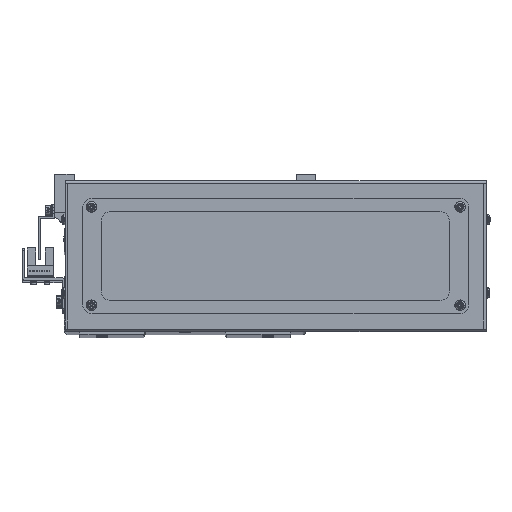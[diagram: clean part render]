
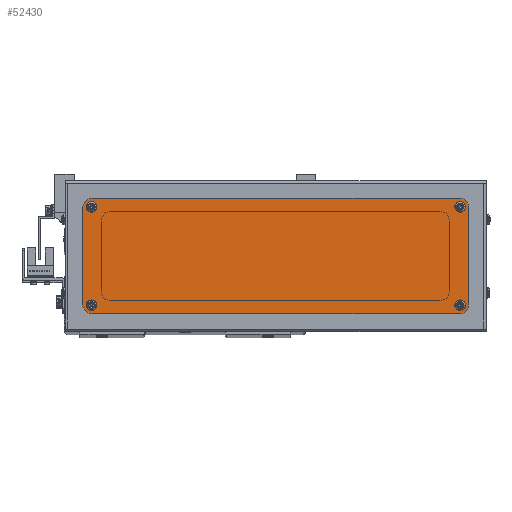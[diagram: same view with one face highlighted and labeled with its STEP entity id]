
A CAD part, top view. The second image highlights one B-rep face of the part: STEP entity #52430.
In plain terms, the highlighted planar face has unit normal (0, 0, 1).
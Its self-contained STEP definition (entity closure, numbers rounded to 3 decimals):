
#62 = LINE ( 'NONE', #22583, #50118 ) ;
#211 = VERTEX_POINT ( 'NONE', #15993 ) ;
#269 = CARTESIAN_POINT ( 'NONE',  ( -93.8, -25.5, 2. ) ) ;
#1376 = LINE ( 'NONE', #75779, #53473 ) ;
#2682 = CIRCLE ( 'NONE', #8742, 1.7 ) ;
#3071 = AXIS2_PLACEMENT_3D ( 'NONE', #49496, #10392, #56087 ) ;
#3131 = EDGE_CURVE ( 'NONE', #211, #15693, #84696, .T. ) ;
#3184 = LINE ( 'NONE', #56678, #49149 ) ;
#3275 = CIRCLE ( 'NONE', #25739, 5. ) ;
#3295 = EDGE_LOOP ( 'NONE', ( #66467, #3754 ) ) ;
#3754 = ORIENTED_EDGE ( 'NONE', *, *, #3131, .F. ) ;
#3767 = CARTESIAN_POINT ( 'NONE',  ( 95.5, 25.5, 2. ) ) ;
#4605 = DIRECTION ( 'NONE',  ( 0., 0., 1. ) ) ;
#4836 = DIRECTION ( 'NONE',  ( 0., 0., 1. ) ) ;
#5450 = AXIS2_PLACEMENT_3D ( 'NONE', #11451, #57140, #18009 ) ;
#5524 = CARTESIAN_POINT ( 'NONE',  ( -100., -25., 2. ) ) ;
#5692 = EDGE_CURVE ( 'NONE', #15693, #211, #19810, .T. ) ;
#5782 = CARTESIAN_POINT ( 'NONE',  ( -95., -25., 2. ) ) ;
#6197 = CARTESIAN_POINT ( 'NONE',  ( 100., -25., 2. ) ) ;
#6354 = DIRECTION ( 'NONE',  ( 0., 0., 1. ) ) ;
#6418 = DIRECTION ( 'NONE',  ( 0., 0., 1. ) ) ;
#6479 = AXIS2_PLACEMENT_3D ( 'NONE', #48754, #9638, #55340 ) ;
#6643 = DIRECTION ( 'NONE',  ( 1., 0., 0. ) ) ;
#6701 = CIRCLE ( 'NONE', #5450, 5. ) ;
#6969 = AXIS2_PLACEMENT_3D ( 'NONE', #5782, #45754, #6643 ) ;
#7493 = AXIS2_PLACEMENT_3D ( 'NONE', #54684, #15620, #61294 ) ;
#7748 = VECTOR ( 'NONE', #82695, 1000. ) ;
#8314 = EDGE_CURVE ( 'NONE', #79290, #45988, #84383, .T. ) ;
#8742 = AXIS2_PLACEMENT_3D ( 'NONE', #56914, #17802, #63536 ) ;
#8846 = CARTESIAN_POINT ( 'NONE',  ( 97.2, -25.5, 2. ) ) ;
#9638 = DIRECTION ( 'NONE',  ( 0., 0., 1. ) ) ;
#9988 = ORIENTED_EDGE ( 'NONE', *, *, #74629, .F. ) ;
#10356 = DIRECTION ( 'NONE',  ( 1., 0., 0. ) ) ;
#10392 = DIRECTION ( 'NONE',  ( 0., 0., 1. ) ) ;
#11451 = CARTESIAN_POINT ( 'NONE',  ( 95., -25., 2. ) ) ;
#12686 = CIRCLE ( 'NONE', #58532, 1.7 ) ;
#12693 = DIRECTION ( 'NONE',  ( 0., 0., 1. ) ) ;
#12897 = CIRCLE ( 'NONE', #3071, 5. ) ;
#15620 = DIRECTION ( 'NONE',  ( 0., 0., 1. ) ) ;
#15688 = EDGE_LOOP ( 'NONE', ( #65190, #48567 ) ) ;
#15693 = VERTEX_POINT ( 'NONE', #37146 ) ;
#15993 = CARTESIAN_POINT ( 'NONE',  ( -93.8, 25.5, 2. ) ) ;
#16403 = ORIENTED_EDGE ( 'NONE', *, *, #23011, .T. ) ;
#17802 = DIRECTION ( 'NONE',  ( 0., 0., 1. ) ) ;
#18009 = DIRECTION ( 'NONE',  ( 1., 0., 0. ) ) ;
#19810 = CIRCLE ( 'NONE', #35625, 1.7 ) ;
#20009 = AXIS2_PLACEMENT_3D ( 'NONE', #66117, #26939, #72706 ) ;
#21265 = ORIENTED_EDGE ( 'NONE', *, *, #25198, .T. ) ;
#21349 = CIRCLE ( 'NONE', #20009, 5. ) ;
#22153 = CIRCLE ( 'NONE', #7493, 1.7 ) ;
#22334 = EDGE_LOOP ( 'NONE', ( #80721, #21265, #44163, #72195, #25139, #16403, #69237, #57820 ) ) ;
#22583 = CARTESIAN_POINT ( 'NONE',  ( -100., -25., 2. ) ) ;
#22643 = CARTESIAN_POINT ( 'NONE',  ( 95., 30., 2. ) ) ;
#23011 = EDGE_CURVE ( 'NONE', #50659, #83588, #77304, .T. ) ;
#23909 = VERTEX_POINT ( 'NONE', #80320 ) ;
#24547 = VERTEX_POINT ( 'NONE', #28927 ) ;
#25139 = ORIENTED_EDGE ( 'NONE', *, *, #50435, .T. ) ;
#25198 = EDGE_CURVE ( 'NONE', #48026, #23909, #1376, .T. ) ;
#25739 = AXIS2_PLACEMENT_3D ( 'NONE', #45518, #6418, #52098 ) ;
#26939 = DIRECTION ( 'NONE',  ( 0., 0., 1. ) ) ;
#27105 = AXIS2_PLACEMENT_3D ( 'NONE', #3767, #49457, #10356 ) ;
#28927 = CARTESIAN_POINT ( 'NONE',  ( 97.2, 25.5, 2. ) ) ;
#29389 = EDGE_CURVE ( 'NONE', #66128, #35378, #3184, .T. ) ;
#29986 = DIRECTION ( 'NONE',  ( 1., 0., 0. ) ) ;
#32053 = ORIENTED_EDGE ( 'NONE', *, *, #8314, .F. ) ;
#32958 = EDGE_LOOP ( 'NONE', ( #60649, #74298 ) ) ;
#33505 = CARTESIAN_POINT ( 'NONE',  ( 93.8, 25.5, 2. ) ) ;
#35378 = VERTEX_POINT ( 'NONE', #36430 ) ;
#35625 = AXIS2_PLACEMENT_3D ( 'NONE', #43972, #4836, #50558 ) ;
#36430 = CARTESIAN_POINT ( 'NONE',  ( 100., 25., 2. ) ) ;
#37146 = CARTESIAN_POINT ( 'NONE',  ( -97.2, 25.5, 2. ) ) ;
#40408 = AXIS2_PLACEMENT_3D ( 'NONE', #43730, #4605, #50338 ) ;
#41904 = EDGE_CURVE ( 'NONE', #24547, #58916, #62921, .T. ) ;
#43594 = FACE_BOUND ( 'NONE', #55745, .T. ) ;
#43730 = CARTESIAN_POINT ( 'NONE',  ( -95.5, 25.5, 2. ) ) ;
#43883 = CARTESIAN_POINT ( 'NONE',  ( -100., 25., 2. ) ) ;
#43972 = CARTESIAN_POINT ( 'NONE',  ( -95.5, 25.5, 2. ) ) ;
#44163 = ORIENTED_EDGE ( 'NONE', *, *, #75113, .T. ) ;
#45159 = EDGE_CURVE ( 'NONE', #51360, #50330, #62, .T. ) ;
#45458 = CARTESIAN_POINT ( 'NONE',  ( -95.5, -25.5, 2. ) ) ;
#45518 = CARTESIAN_POINT ( 'NONE',  ( -95., 25., 2. ) ) ;
#45754 = DIRECTION ( 'NONE',  ( 0., 0., 1. ) ) ;
#45988 = VERTEX_POINT ( 'NONE', #70765 ) ;
#48026 = VERTEX_POINT ( 'NONE', #78097 ) ;
#48553 = DIRECTION ( 'NONE',  ( 0., -1., 0. ) ) ;
#48567 = ORIENTED_EDGE ( 'NONE', *, *, #41904, .F. ) ;
#48754 = CARTESIAN_POINT ( 'NONE',  ( 95.5, 25.5, 2. ) ) ;
#49149 = VECTOR ( 'NONE', #50103, 1000. ) ;
#49457 = DIRECTION ( 'NONE',  ( 0., 0., 1. ) ) ;
#49496 = CARTESIAN_POINT ( 'NONE',  ( -95., -25., 2. ) ) ;
#49590 = CIRCLE ( 'NONE', #6479, 1.7 ) ;
#50103 = DIRECTION ( 'NONE',  ( 0., 1., 0. ) ) ;
#50118 = VECTOR ( 'NONE', #48553, 1000. ) ;
#50330 = VERTEX_POINT ( 'NONE', #5524 ) ;
#50338 = DIRECTION ( 'NONE',  ( 1., 0., 0. ) ) ;
#50435 = EDGE_CURVE ( 'NONE', #35378, #50659, #21349, .T. ) ;
#50558 = DIRECTION ( 'NONE',  ( 1., 0., 0. ) ) ;
#50659 = VERTEX_POINT ( 'NONE', #22643 ) ;
#51360 = VERTEX_POINT ( 'NONE', #43883 ) ;
#51489 = PLANE ( 'NONE',  #6969 ) ;
#51658 = EDGE_CURVE ( 'NONE', #68020, #55910, #22153, .T. ) ;
#51759 = CARTESIAN_POINT ( 'NONE',  ( 95.5, -25.5, 2. ) ) ;
#52029 = DIRECTION ( 'NONE',  ( 1., 0., 0. ) ) ;
#52098 = DIRECTION ( 'NONE',  ( 1., 0., 0. ) ) ;
#52430 = ADVANCED_FACE ( 'NONE', ( #43594, #61018, #78464, #76394, #58951 ), #51489, .T. ) ;
#53333 = EDGE_CURVE ( 'NONE', #58916, #24547, #49590, .T. ) ;
#53473 = VECTOR ( 'NONE', #29986, 1000. ) ;
#54270 = EDGE_CURVE ( 'NONE', #55910, #68020, #12686, .T. ) ;
#54684 = CARTESIAN_POINT ( 'NONE',  ( -95.5, -25.5, 2. ) ) ;
#55340 = DIRECTION ( 'NONE',  ( 1., 0., 0. ) ) ;
#55579 = AXIS2_PLACEMENT_3D ( 'NONE', #51759, #12693, #58374 ) ;
#55745 = EDGE_LOOP ( 'NONE', ( #9988, #32053 ) ) ;
#55910 = VERTEX_POINT ( 'NONE', #269 ) ;
#56087 = DIRECTION ( 'NONE',  ( 1., 0., 0. ) ) ;
#56201 = CARTESIAN_POINT ( 'NONE',  ( -95., 30., 2. ) ) ;
#56678 = CARTESIAN_POINT ( 'NONE',  ( 100., 25., 2. ) ) ;
#56914 = CARTESIAN_POINT ( 'NONE',  ( 95.5, -25.5, 2. ) ) ;
#57140 = DIRECTION ( 'NONE',  ( 0., 0., 1. ) ) ;
#57820 = ORIENTED_EDGE ( 'NONE', *, *, #45159, .T. ) ;
#58374 = DIRECTION ( 'NONE',  ( 1., 0., 0. ) ) ;
#58532 = AXIS2_PLACEMENT_3D ( 'NONE', #45458, #6354, #52029 ) ;
#58916 = VERTEX_POINT ( 'NONE', #33505 ) ;
#58951 = FACE_BOUND ( 'NONE', #32958, .T. ) ;
#60649 = ORIENTED_EDGE ( 'NONE', *, *, #51658, .F. ) ;
#60754 = CARTESIAN_POINT ( 'NONE',  ( -97.2, -25.5, 2. ) ) ;
#61018 = FACE_BOUND ( 'NONE', #15688, .T. ) ;
#61294 = DIRECTION ( 'NONE',  ( 1., 0., 0. ) ) ;
#62921 = CIRCLE ( 'NONE', #27105, 1.7 ) ;
#63536 = DIRECTION ( 'NONE',  ( 1., 0., 0. ) ) ;
#65190 = ORIENTED_EDGE ( 'NONE', *, *, #53333, .F. ) ;
#66117 = CARTESIAN_POINT ( 'NONE',  ( 95., 25., 2. ) ) ;
#66128 = VERTEX_POINT ( 'NONE', #6197 ) ;
#66467 = ORIENTED_EDGE ( 'NONE', *, *, #5692, .F. ) ;
#66663 = EDGE_CURVE ( 'NONE', #83588, #51360, #3275, .T. ) ;
#68020 = VERTEX_POINT ( 'NONE', #60754 ) ;
#69237 = ORIENTED_EDGE ( 'NONE', *, *, #66663, .T. ) ;
#70765 = CARTESIAN_POINT ( 'NONE',  ( 93.8, -25.5, 2. ) ) ;
#72195 = ORIENTED_EDGE ( 'NONE', *, *, #29389, .T. ) ;
#72385 = EDGE_CURVE ( 'NONE', #50330, #48026, #12897, .T. ) ;
#72706 = DIRECTION ( 'NONE',  ( 1., 0., 0. ) ) ;
#74298 = ORIENTED_EDGE ( 'NONE', *, *, #54270, .F. ) ;
#74629 = EDGE_CURVE ( 'NONE', #45988, #79290, #2682, .T. ) ;
#75113 = EDGE_CURVE ( 'NONE', #23909, #66128, #6701, .T. ) ;
#75779 = CARTESIAN_POINT ( 'NONE',  ( 95., -30., 2. ) ) ;
#76085 = CARTESIAN_POINT ( 'NONE',  ( -95., 30., 2. ) ) ;
#76394 = FACE_BOUND ( 'NONE', #3295, .T. ) ;
#77304 = LINE ( 'NONE', #76085, #7748 ) ;
#78097 = CARTESIAN_POINT ( 'NONE',  ( -95., -30., 2. ) ) ;
#78464 = FACE_OUTER_BOUND ( 'NONE', #22334, .T. ) ;
#79290 = VERTEX_POINT ( 'NONE', #8846 ) ;
#80320 = CARTESIAN_POINT ( 'NONE',  ( 95., -30., 2. ) ) ;
#80721 = ORIENTED_EDGE ( 'NONE', *, *, #72385, .T. ) ;
#82695 = DIRECTION ( 'NONE',  ( -1., 0., 0. ) ) ;
#83588 = VERTEX_POINT ( 'NONE', #56201 ) ;
#84383 = CIRCLE ( 'NONE', #55579, 1.7 ) ;
#84696 = CIRCLE ( 'NONE', #40408, 1.7 ) ;
